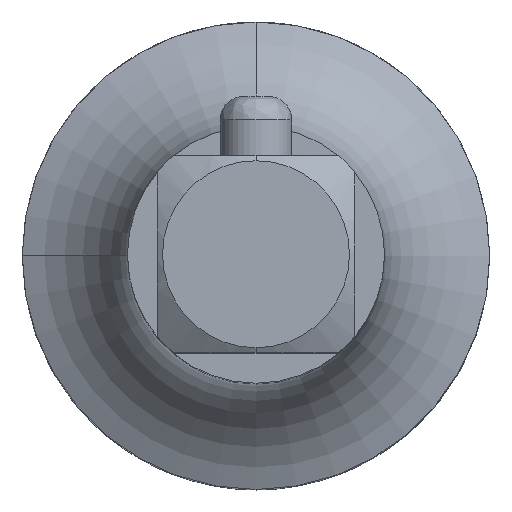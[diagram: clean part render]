
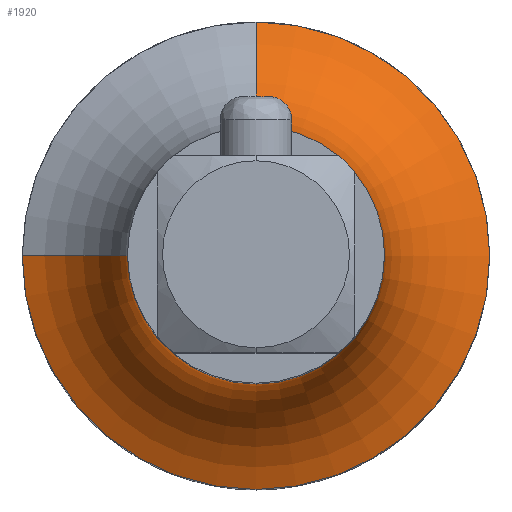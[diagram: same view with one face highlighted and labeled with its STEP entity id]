
A CAD part, top view. The second image highlights one B-rep face of the part: STEP entity #1920.
In plain terms, the highlighted toroidal (fillet/blend) face has major radius 18.25 mm and minor radius 10 mm.
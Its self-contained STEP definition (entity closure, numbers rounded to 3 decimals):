
#95=CARTESIAN_POINT('',(0.,0.,19.));
#96=DIRECTION('',(0.,0.,1.));
#97=DIRECTION('',(1.,0.,0.));
#98=AXIS2_PLACEMENT_3D('',#95,#96,#97);
#849=CARTESIAN_POINT('',(0.,0.,28.457));
#850=DIRECTION('',(0.,0.,1.));
#851=DIRECTION('',(0.,-1.,0.));
#852=AXIS2_PLACEMENT_3D('',#849,#850,#851);
#857=CARTESIAN_POINT('',(0.,0.,19.));
#858=DIRECTION('',(0.,0.,-1.));
#859=DIRECTION('',(1.,0.,0.));
#860=AXIS2_PLACEMENT_3D('',#857,#858,#859);
#865=CARTESIAN_POINT('',(-18.25,0.,28.457));
#866=DIRECTION('',(0.,-1.,0.));
#867=DIRECTION('',(0.325,0.,-0.946));
#868=AXIS2_PLACEMENT_3D('',#865,#866,#867);
#1090=CARTESIAN_POINT('',(0.,0.,28.457));
#1091=DIRECTION('',(0.,0.,1.));
#1092=DIRECTION('',(-1.,0.,0.));
#1093=AXIS2_PLACEMENT_3D('',#1090,#1091,#1092);
#1137=CARTESIAN_POINT('',(0.,18.25,28.457));
#1138=DIRECTION('',(-1.,0.,0.));
#1139=DIRECTION('',(0.,-0.325,-0.946));
#1140=AXIS2_PLACEMENT_3D('',#1137,#1138,#1139);
#1322=CARTESIAN_POINT('',(15.,0.,19.));
#1323=CARTESIAN_POINT('',(0.,15.,19.));
#1324=VERTEX_POINT('',#1322);
#1325=VERTEX_POINT('',#1323);
#1326=CARTESIAN_POINT('',(-15.,0.,19.));
#1327=VERTEX_POINT('',#1326);
#1328=CARTESIAN_POINT('',(0.,8.25,28.457));
#1329=CARTESIAN_POINT('',(-8.25,0.,28.457));
#1330=VERTEX_POINT('',#1328);
#1331=VERTEX_POINT('',#1329);
#1332=CARTESIAN_POINT('',(0.,-8.25,28.457));
#1333=VERTEX_POINT('',#1332);
#1903=CARTESIAN_POINT('',(0.,0.,28.457));
#1904=DIRECTION('',(0.,0.,1.));
#1905=DIRECTION('',(-0.016,-1.,0.));
#1906=AXIS2_PLACEMENT_3D('',#1903,#1904,#1905);
#1907=TOROIDAL_SURFACE('',#1906,18.25,10.);
#1909=ORIENTED_EDGE('',*,*,#1908,.T.);
#1911=ORIENTED_EDGE('',*,*,#1910,.F.);
#1912=ORIENTED_EDGE('',*,*,#1430,.F.);
#1913=ORIENTED_EDGE('',*,*,#1540,.T.);
#1915=ORIENTED_EDGE('',*,*,#1914,.T.);
#1917=ORIENTED_EDGE('',*,*,#1916,.T.);
#1918=EDGE_LOOP('',(#1909,#1911,#1912,#1913,#1915,#1917));
#1919=FACE_OUTER_BOUND('',#1918,.F.);
#1920=ADVANCED_FACE('',(#1919),#1907,.F.);
#99=CIRCLE('',#98,15.);
#853=CIRCLE('',#852,8.25);
#861=CIRCLE('',#860,15.);
#869=CIRCLE('',#868,10.);
#1094=CIRCLE('',#1093,8.25);
#1141=CIRCLE('',#1140,10.);
#1430=EDGE_CURVE('',#1324,#1325,#99,.T.);
#1540=EDGE_CURVE('',#1324,#1327,#861,.T.);
#1908=EDGE_CURVE('',#1333,#1330,#853,.T.);
#1910=EDGE_CURVE('',#1325,#1330,#1141,.T.);
#1914=EDGE_CURVE('',#1327,#1331,#869,.T.);
#1916=EDGE_CURVE('',#1331,#1333,#1094,.T.);
